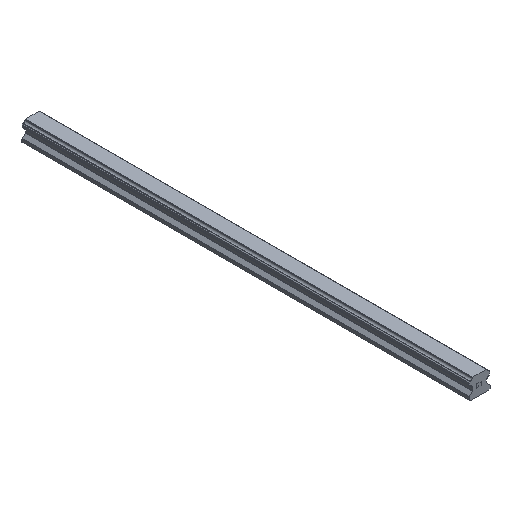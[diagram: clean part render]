
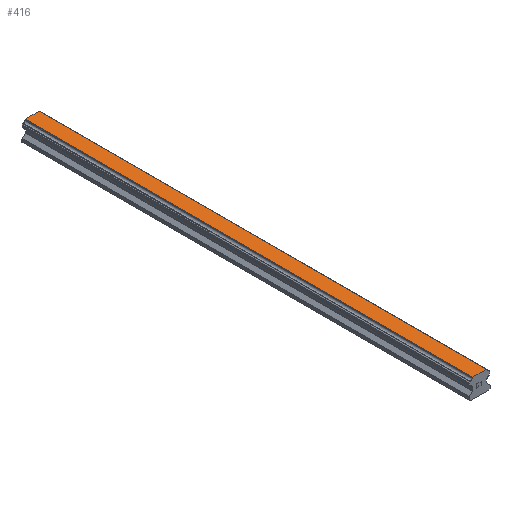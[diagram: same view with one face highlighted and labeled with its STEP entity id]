
A CAD part, isometric view. The second image highlights one B-rep face of the part: STEP entity #416.
In plain terms, the highlighted planar face has unit normal (0, 0, 1).
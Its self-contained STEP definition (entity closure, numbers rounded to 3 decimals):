
#416=ADVANCED_FACE('',(#862),#863,.T.);
#862=FACE_OUTER_BOUND('',#1323,.T.);
#863=PLANE('',#1324);
#1323=EDGE_LOOP('',(#2570,#2571,#2572,#2573));
#1324=AXIS2_PLACEMENT_3D('',#2574,#2575,#2576);
#2570=ORIENTED_EDGE('',*,*,#3151,.T.);
#2571=ORIENTED_EDGE('',*,*,#3260,.F.);
#2572=ORIENTED_EDGE('',*,*,#3015,.T.);
#2573=ORIENTED_EDGE('',*,*,#3258,.T.);
#2574=CARTESIAN_POINT('',(0.,600.0,26.));
#2575=DIRECTION('',(0.0,0.0,1.0));
#2576=DIRECTION('',(-1.0,0.0,0.0));
#3015=EDGE_CURVE('',#3697,#3695,#3698,.T.);
#3151=EDGE_CURVE('',#3924,#3922,#3925,.T.);
#3258=EDGE_CURVE('',#3695,#3924,#4055,.T.);
#3260=EDGE_CURVE('',#3697,#3922,#4057,.T.);
#3695=VERTEX_POINT('',#4652);
#3697=VERTEX_POINT('',#4655);
#3698=LINE('',#4656,#4657);
#3922=VERTEX_POINT('',#4969);
#3924=VERTEX_POINT('',#4972);
#3925=LINE('',#4973,#4974);
#4055=LINE('',#5142,#5143);
#4057=LINE('',#5145,#5146);
#4652=CARTESIAN_POINT('',(-9.342,600.0,26.));
#4655=CARTESIAN_POINT('',(9.342,600.0,26.));
#4656=CARTESIAN_POINT('',(9.342,600.0,26.));
#4657=VECTOR('',#5460,1.0);
#4969=CARTESIAN_POINT('',(9.342,0.0,26.));
#4972=CARTESIAN_POINT('',(-9.342,0.0,26.));
#4973=CARTESIAN_POINT('',(9.342,0.0,26.));
#4974=VECTOR('',#5616,1.0);
#5142=CARTESIAN_POINT('',(-9.342,600.0,26.));
#5143=VECTOR('',#5736,1.0);
#5145=CARTESIAN_POINT('',(9.342,600.0,26.));
#5146=VECTOR('',#5737,1.0);
#5460=DIRECTION('',(-1.0,0.0,0.0));
#5616=DIRECTION('',(1.0,0.0,0.0));
#5736=DIRECTION('',(0.0,-1.0,0.0));
#5737=DIRECTION('',(0.0,-1.0,0.0));
